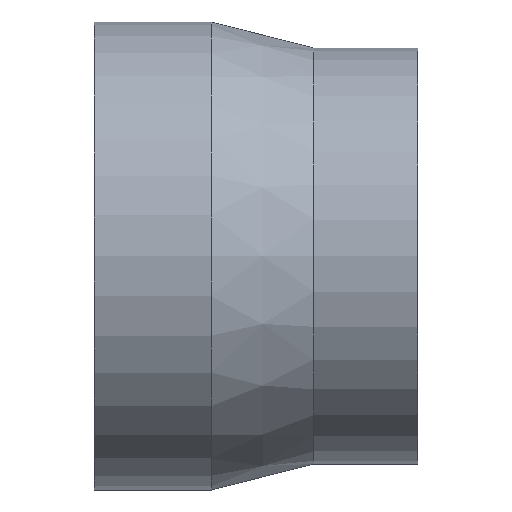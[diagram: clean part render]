
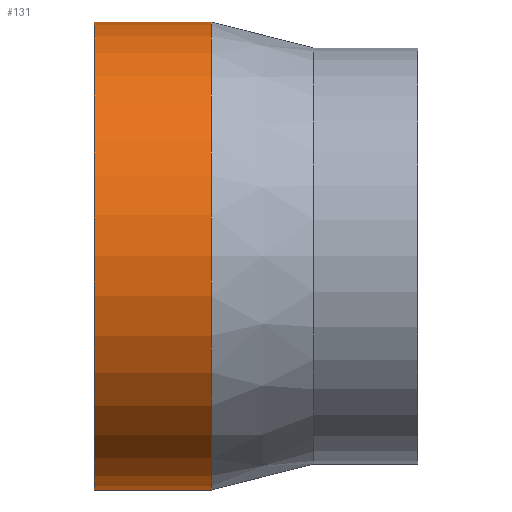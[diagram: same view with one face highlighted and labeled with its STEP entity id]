
A CAD part, top view. The second image highlights one B-rep face of the part: STEP entity #131.
In plain terms, the highlighted cylindrical face has radius 90 mm (diameter 180 mm), a partial arc.
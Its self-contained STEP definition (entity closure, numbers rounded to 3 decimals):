
#91 = VERTEX_POINT( '', #226 );
#99 = VERTEX_POINT( '', #236 );
#131 = ADVANCED_FACE( '', ( #268 ), #269, .T. );
#143 = EDGE_CURVE( '', #91, #151, #286, .T. );
#151 = VERTEX_POINT( '', #296 );
#159 = VERTEX_POINT( '', #304 );
#161 = EDGE_CURVE( '', #159, #99, #306, .T. );
#163 = EDGE_CURVE( '', #91, #159, #308, .T. );
#171 = EDGE_CURVE( '', #99, #151, #317, .T. );
#226 = CARTESIAN_POINT( '', ( 0., -90., 0. ) );
#236 = CARTESIAN_POINT( '', ( 45., 90., 0. ) );
#268 = FACE_OUTER_BOUND( '', #425, .T. );
#269 = CYLINDRICAL_SURFACE( '', #426, 90. );
#286 = CIRCLE( '', #444, 90. );
#296 = CARTESIAN_POINT( '', ( 0., 90., 0. ) );
#304 = CARTESIAN_POINT( '', ( 45., -90., 0. ) );
#306 = CIRCLE( '', #471, 90. );
#308 = LINE( '', #474, #475 );
#317 = LINE( '', #485, #486 );
#425 = EDGE_LOOP( '', ( #585, #586, #587, #588 ) );
#426 = AXIS2_PLACEMENT_3D( '', #589, #590, #591 );
#444 = AXIS2_PLACEMENT_3D( '', #624, #625, #626 );
#471 = AXIS2_PLACEMENT_3D( '', #643, #644, #645 );
#474 = CARTESIAN_POINT( '', ( 22.5, -90., 0. ) );
#475 = VECTOR( '', #646, 1. );
#485 = CARTESIAN_POINT( '', ( 22.5, 90., 0. ) );
#486 = VECTOR( '', #655, 1. );
#585 = ORIENTED_EDGE( '', *, *, #171, .T. );
#586 = ORIENTED_EDGE( '', *, *, #143, .F. );
#587 = ORIENTED_EDGE( '', *, *, #163, .T. );
#588 = ORIENTED_EDGE( '', *, *, #161, .T. );
#589 = CARTESIAN_POINT( '', ( 22.5, 0., 0. ) );
#590 = DIRECTION( '', ( 1., 0., 0. ) );
#591 = DIRECTION( '', ( 0., 1., 0. ) );
#624 = CARTESIAN_POINT( '', ( 0., 0., 0. ) );
#625 = DIRECTION( '', ( -1., 0., 0. ) );
#626 = DIRECTION( '', ( 0., 1., 0. ) );
#643 = CARTESIAN_POINT( '', ( 45., 0., 0. ) );
#644 = DIRECTION( '', ( -1., 0., 0. ) );
#645 = DIRECTION( '', ( 0., 1., 0. ) );
#646 = DIRECTION( '', ( 1., 0., 0. ) );
#655 = DIRECTION( '', ( -1., 0., 0. ) );
